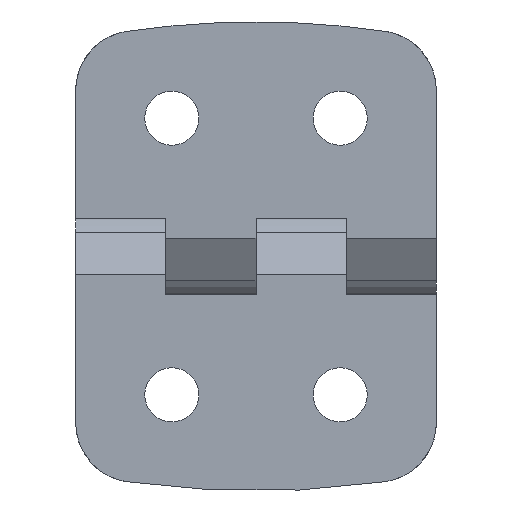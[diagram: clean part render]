
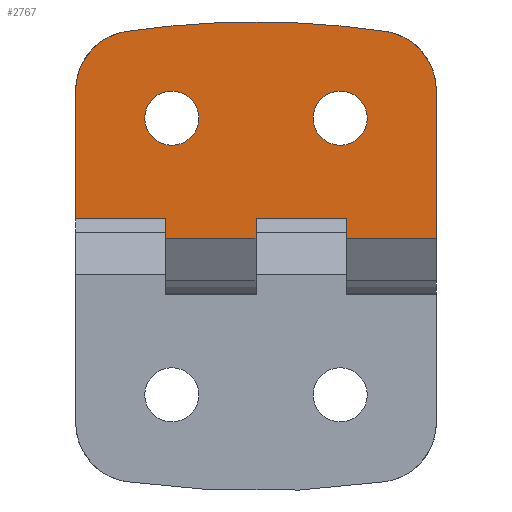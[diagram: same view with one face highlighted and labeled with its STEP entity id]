
A CAD part, left-side view. The second image highlights one B-rep face of the part: STEP entity #2767.
In plain terms, the highlighted planar face has unit normal (-1, 0, 0).
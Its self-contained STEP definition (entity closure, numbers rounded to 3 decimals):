
#20 = AXIS2_PLACEMENT_3D ( 'NONE', #127, #2081, #996 ) ;
#75 = VECTOR ( 'NONE', #2301, 1000. ) ;
#85 = CARTESIAN_POINT ( 'NONE',  ( 0., -7., 11.5 ) ) ;
#86 = CARTESIAN_POINT ( 'NONE',  ( 0., 10.714, 18.731 ) ) ;
#90 = AXIS2_PLACEMENT_3D ( 'NONE', #85, #2498, #735 ) ;
#93 = DIRECTION ( 'NONE',  ( 1., 0., 0. ) ) ;
#127 = CARTESIAN_POINT ( 'NONE',  ( 0., 0., -55.5 ) ) ;
#181 = ORIENTED_EDGE ( 'NONE', *, *, #1293, .T. ) ;
#195 = VERTEX_POINT ( 'NONE', #1641 ) ;
#198 = CARTESIAN_POINT ( 'NONE',  ( 0., 15., 1.7 ) ) ;
#203 = DIRECTION ( 'NONE',  ( -1., 0., 0. ) ) ;
#207 = DIRECTION ( 'NONE',  ( 0., -1., 0. ) ) ;
#221 = CARTESIAN_POINT ( 'NONE',  ( 0., 0., 0. ) ) ;
#243 = CIRCLE ( 'NONE', #20, 75. ) ;
#310 = CARTESIAN_POINT ( 'NONE',  ( 0., -15., 1.526 ) ) ;
#312 = LINE ( 'NONE', #1968, #1588 ) ;
#315 = DIRECTION ( 'NONE',  ( 0., 0., 1. ) ) ;
#316 = LINE ( 'NONE', #1366, #1695 ) ;
#321 = LINE ( 'NONE', #2760, #2598 ) ;
#347 = AXIS2_PLACEMENT_3D ( 'NONE', #1606, #1613, #315 ) ;
#358 = CARTESIAN_POINT ( 'NONE',  ( 0., -15., 13.782 ) ) ;
#377 = ORIENTED_EDGE ( 'NONE', *, *, #2762, .T. ) ;
#378 = VERTEX_POINT ( 'NONE', #1748 ) ;
#428 = ORIENTED_EDGE ( 'NONE', *, *, #675, .T. ) ;
#429 = EDGE_LOOP ( 'NONE', ( #834, #377, #2787, #2243, #428, #2436, #1269, #857, #1832, #1251, #181, #1977, #1181 ) ) ;
#445 = CIRCLE ( 'NONE', #1925, 2.25 ) ;
#467 = CARTESIAN_POINT ( 'NONE',  ( 0., 15., 13.782 ) ) ;
#475 = CARTESIAN_POINT ( 'NONE',  ( 0., 7., 11.5 ) ) ;
#489 = FACE_OUTER_BOUND ( 'NONE', #429, .T. ) ;
#499 = CARTESIAN_POINT ( 'NONE',  ( 0., -7.5, 0. ) ) ;
#556 = CARTESIAN_POINT ( 'NONE',  ( 0., 4.75, 11.5 ) ) ;
#585 = AXIS2_PLACEMENT_3D ( 'NONE', #1730, #1516, #1078 ) ;
#594 = EDGE_CURVE ( 'NONE', #1809, #1815, #2451, .T. ) ;
#628 = DIRECTION ( 'NONE',  ( -1., 0., 0. ) ) ;
#674 = CARTESIAN_POINT ( 'NONE',  ( 0., -15., 1.7 ) ) ;
#675 = EDGE_CURVE ( 'NONE', #2054, #1543, #2593, .T. ) ;
#735 = DIRECTION ( 'NONE',  ( 0., 0., 1. ) ) ;
#804 = EDGE_CURVE ( 'NONE', #868, #378, #1337, .T. ) ;
#834 = ORIENTED_EDGE ( 'NONE', *, *, #2179, .T. ) ;
#857 = ORIENTED_EDGE ( 'NONE', *, *, #2120, .T. ) ;
#868 = VERTEX_POINT ( 'NONE', #1818 ) ;
#876 = VERTEX_POINT ( 'NONE', #310 ) ;
#878 = DIRECTION ( 'NONE',  ( 0., 0., 1. ) ) ;
#910 = CIRCLE ( 'NONE', #2452, 75. ) ;
#973 = CIRCLE ( 'NONE', #347, 5. ) ;
#983 = ORIENTED_EDGE ( 'NONE', *, *, #594, .T. ) ;
#996 = DIRECTION ( 'NONE',  ( 0., 0., 1. ) ) ;
#1006 = VECTOR ( 'NONE', #1303, 1000. ) ;
#1012 = VECTOR ( 'NONE', #2747, 1000. ) ;
#1023 = CARTESIAN_POINT ( 'NONE',  ( 0., -7., 9.25 ) ) ;
#1043 = EDGE_CURVE ( 'NONE', #1568, #2084, #1517, .T. ) ;
#1078 = DIRECTION ( 'NONE',  ( 0., 0., 1. ) ) ;
#1136 = CIRCLE ( 'NONE', #585, 2.25 ) ;
#1167 = CARTESIAN_POINT ( 'NONE',  ( 0., 0., 3.2 ) ) ;
#1181 = ORIENTED_EDGE ( 'NONE', *, *, #2051, .T. ) ;
#1199 = EDGE_CURVE ( 'NONE', #1815, #1809, #445, .T. ) ;
#1206 = EDGE_LOOP ( 'NONE', ( #983, #2757 ) ) ;
#1221 = DIRECTION ( 'NONE',  ( 0., 1., 0. ) ) ;
#1233 = ORIENTED_EDGE ( 'NONE', *, *, #2728, .T. ) ;
#1240 = AXIS2_PLACEMENT_3D ( 'NONE', #1546, #203, #878 ) ;
#1251 = ORIENTED_EDGE ( 'NONE', *, *, #2403, .T. ) ;
#1269 = ORIENTED_EDGE ( 'NONE', *, *, #804, .F. ) ;
#1277 = DIRECTION ( 'NONE',  ( 0., 0., 1. ) ) ;
#1289 = EDGE_LOOP ( 'NONE', ( #1935, #1233 ) ) ;
#1293 = EDGE_CURVE ( 'NONE', #195, #1737, #243, .T. ) ;
#1303 = DIRECTION ( 'NONE',  ( 0., 0., 1. ) ) ;
#1320 = DIRECTION ( 'NONE',  ( 0., 0., 1. ) ) ;
#1337 = LINE ( 'NONE', #499, #2196 ) ;
#1366 = CARTESIAN_POINT ( 'NONE',  ( 0., 15., 1.526 ) ) ;
#1389 = VERTEX_POINT ( 'NONE', #467 ) ;
#1412 = CARTESIAN_POINT ( 'NONE',  ( 0., 7.5, 3.2 ) ) ;
#1415 = FACE_BOUND ( 'NONE', #1206, .T. ) ;
#1417 = VECTOR ( 'NONE', #1320, 1000. ) ;
#1435 = VERTEX_POINT ( 'NONE', #1793 ) ;
#1516 = DIRECTION ( 'NONE',  ( 1., 0., 0. ) ) ;
#1517 = LINE ( 'NONE', #2575, #2406 ) ;
#1543 = VERTEX_POINT ( 'NONE', #1167 ) ;
#1546 = CARTESIAN_POINT ( 'NONE',  ( 0., -10., 13.782 ) ) ;
#1568 = VERTEX_POINT ( 'NONE', #2037 ) ;
#1588 = VECTOR ( 'NONE', #207, 1000. ) ;
#1606 = CARTESIAN_POINT ( 'NONE',  ( 0., 10., 13.782 ) ) ;
#1613 = DIRECTION ( 'NONE',  ( -1., 0., 0. ) ) ;
#1641 = CARTESIAN_POINT ( 'NONE',  ( 0., -10.714, 18.731 ) ) ;
#1645 = DIRECTION ( 'NONE',  ( -1., 0., 0. ) ) ;
#1662 = LINE ( 'NONE', #1825, #1012 ) ;
#1664 = VERTEX_POINT ( 'NONE', #2771 ) ;
#1667 = EDGE_CURVE ( 'NONE', #1737, #1765, #910, .T. ) ;
#1685 = EDGE_CURVE ( 'NONE', #1543, #378, #321, .T. ) ;
#1695 = VECTOR ( 'NONE', #1842, 1000. ) ;
#1730 = CARTESIAN_POINT ( 'NONE',  ( 0., -7., 11.5 ) ) ;
#1737 = VERTEX_POINT ( 'NONE', #2242 ) ;
#1748 = CARTESIAN_POINT ( 'NONE',  ( 0., -7.5, 3.2 ) ) ;
#1765 = VERTEX_POINT ( 'NONE', #86 ) ;
#1769 = EDGE_CURVE ( 'NONE', #1568, #2054, #1662, .T. ) ;
#1793 = CARTESIAN_POINT ( 'NONE',  ( 0., 15., 3.2 ) ) ;
#1809 = VERTEX_POINT ( 'NONE', #2075 ) ;
#1815 = VERTEX_POINT ( 'NONE', #556 ) ;
#1818 = CARTESIAN_POINT ( 'NONE',  ( 0., -7.5, 1.526 ) ) ;
#1825 = CARTESIAN_POINT ( 'NONE',  ( 0., 15., 1.526 ) ) ;
#1832 = ORIENTED_EDGE ( 'NONE', *, *, #2413, .T. ) ;
#1842 = DIRECTION ( 'NONE',  ( 0., -1., 0. ) ) ;
#1925 = AXIS2_PLACEMENT_3D ( 'NONE', #2729, #93, #1221 ) ;
#1935 = ORIENTED_EDGE ( 'NONE', *, *, #2070, .T. ) ;
#1940 = AXIS2_PLACEMENT_3D ( 'NONE', #198, #628, #1277 ) ;
#1968 = CARTESIAN_POINT ( 'NONE',  ( 0., 15., 3.2 ) ) ;
#1977 = ORIENTED_EDGE ( 'NONE', *, *, #1667, .T. ) ;
#1984 = VERTEX_POINT ( 'NONE', #1023 ) ;
#2037 = CARTESIAN_POINT ( 'NONE',  ( 0., 7.5, 1.526 ) ) ;
#2051 = EDGE_CURVE ( 'NONE', #1765, #1389, #973, .T. ) ;
#2054 = VERTEX_POINT ( 'NONE', #2394 ) ;
#2070 = EDGE_CURVE ( 'NONE', #1664, #1984, #2527, .T. ) ;
#2075 = CARTESIAN_POINT ( 'NONE',  ( 0., 9.25, 11.5 ) ) ;
#2081 = DIRECTION ( 'NONE',  ( -1., 0., 0. ) ) ;
#2084 = VERTEX_POINT ( 'NONE', #1412 ) ;
#2120 = EDGE_CURVE ( 'NONE', #868, #876, #316, .T. ) ;
#2158 = PLANE ( 'NONE',  #1940 ) ;
#2179 = EDGE_CURVE ( 'NONE', #1389, #1435, #2491, .T. ) ;
#2196 = VECTOR ( 'NONE', #2480, 1000. ) ;
#2242 = CARTESIAN_POINT ( 'NONE',  ( 0., 0., 19.5 ) ) ;
#2243 = ORIENTED_EDGE ( 'NONE', *, *, #1769, .T. ) ;
#2301 = DIRECTION ( 'NONE',  ( 0., 0., -1. ) ) ;
#2323 = DIRECTION ( 'NONE',  ( 0., 0., 1. ) ) ;
#2326 = DIRECTION ( 'NONE',  ( 0., 0., 1. ) ) ;
#2337 = CARTESIAN_POINT ( 'NONE',  ( 0., 0., -55.5 ) ) ;
#2341 = VERTEX_POINT ( 'NONE', #358 ) ;
#2381 = FACE_BOUND ( 'NONE', #1289, .T. ) ;
#2394 = CARTESIAN_POINT ( 'NONE',  ( 0., 0., 1.526 ) ) ;
#2403 = EDGE_CURVE ( 'NONE', #2341, #195, #2594, .T. ) ;
#2406 = VECTOR ( 'NONE', #2323, 1000. ) ;
#2413 = EDGE_CURVE ( 'NONE', #876, #2341, #2487, .T. ) ;
#2436 = ORIENTED_EDGE ( 'NONE', *, *, #1685, .T. ) ;
#2451 = CIRCLE ( 'NONE', #2626, 2.25 ) ;
#2452 = AXIS2_PLACEMENT_3D ( 'NONE', #2337, #1645, #2326 ) ;
#2455 = DIRECTION ( 'NONE',  ( 0., 1., 0. ) ) ;
#2456 = DIRECTION ( 'NONE',  ( 0., -1., 0. ) ) ;
#2480 = DIRECTION ( 'NONE',  ( 0., 0., 1. ) ) ;
#2487 = LINE ( 'NONE', #674, #1006 ) ;
#2491 = LINE ( 'NONE', #2746, #75 ) ;
#2498 = DIRECTION ( 'NONE',  ( 1., 0., 0. ) ) ;
#2527 = CIRCLE ( 'NONE', #90, 2.25 ) ;
#2575 = CARTESIAN_POINT ( 'NONE',  ( 0., 7.5, 0. ) ) ;
#2593 = LINE ( 'NONE', #221, #1417 ) ;
#2594 = CIRCLE ( 'NONE', #1240, 5. ) ;
#2598 = VECTOR ( 'NONE', #2456, 1000. ) ;
#2626 = AXIS2_PLACEMENT_3D ( 'NONE', #475, #2675, #2455 ) ;
#2675 = DIRECTION ( 'NONE',  ( 1., 0., 0. ) ) ;
#2728 = EDGE_CURVE ( 'NONE', #1984, #1664, #1136, .T. ) ;
#2729 = CARTESIAN_POINT ( 'NONE',  ( 0., 7., 11.5 ) ) ;
#2746 = CARTESIAN_POINT ( 'NONE',  ( 0., 15., 1.7 ) ) ;
#2747 = DIRECTION ( 'NONE',  ( 0., -1., 0. ) ) ;
#2757 = ORIENTED_EDGE ( 'NONE', *, *, #1199, .T. ) ;
#2760 = CARTESIAN_POINT ( 'NONE',  ( 0., 15., 3.2 ) ) ;
#2762 = EDGE_CURVE ( 'NONE', #1435, #2084, #312, .T. ) ;
#2767 = ADVANCED_FACE ( 'NONE', ( #1415, #2381, #489 ), #2158, .T. ) ;
#2771 = CARTESIAN_POINT ( 'NONE',  ( 0., -7., 13.75 ) ) ;
#2787 = ORIENTED_EDGE ( 'NONE', *, *, #1043, .F. ) ;
